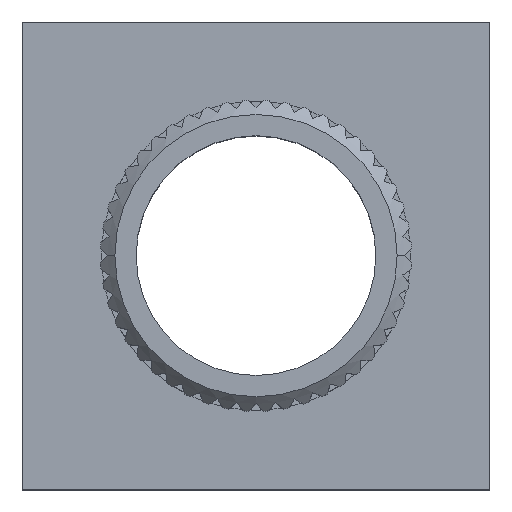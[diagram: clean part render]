
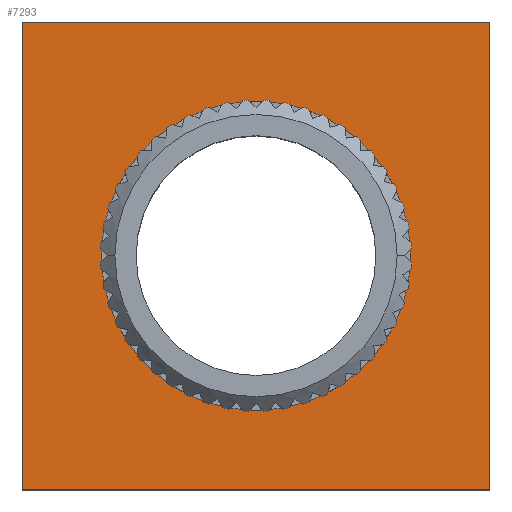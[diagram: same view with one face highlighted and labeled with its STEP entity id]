
A CAD part, top view. The second image highlights one B-rep face of the part: STEP entity #7293.
In plain terms, the highlighted planar face has unit normal (0, 0, 1).
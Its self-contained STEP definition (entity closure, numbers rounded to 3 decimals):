
#119 = EDGE_CURVE ( 'NONE', #627, #527, #1799, .T. ) ;
#152 = VECTOR ( 'NONE', #6372, 1000. ) ;
#320 = DIRECTION ( 'NONE',  ( -1., 0., 0. ) ) ;
#419 = CARTESIAN_POINT ( 'NONE',  ( -8., 8., 2. ) ) ;
#523 = VECTOR ( 'NONE', #6578, 1000. ) ;
#527 = VERTEX_POINT ( 'NONE', #4335 ) ;
#627 = VERTEX_POINT ( 'NONE', #419 ) ;
#727 = CARTESIAN_POINT ( 'NONE',  ( -8., -8., 2. ) ) ;
#965 = VECTOR ( 'NONE', #7344, 1000. ) ;
#1496 = EDGE_CURVE ( 'NONE', #5308, #7087, #4253, .T. ) ;
#1591 = VECTOR ( 'NONE', #320, 1000. ) ;
#1799 = LINE ( 'NONE', #3905, #523 ) ;
#1871 = CARTESIAN_POINT ( 'NONE',  ( 0., 0., 2. ) ) ;
#2054 = CARTESIAN_POINT ( 'NONE',  ( 8., 8., 2. ) ) ;
#2069 = CARTESIAN_POINT ( 'NONE',  ( -5.275, 0., 2. ) ) ;
#2313 = CARTESIAN_POINT ( 'NONE',  ( -8., 8., 2. ) ) ;
#2385 = ORIENTED_EDGE ( 'NONE', *, *, #6330, .T. ) ;
#2496 = DIRECTION ( 'NONE',  ( 0., 0., 1. ) ) ;
#2626 = CARTESIAN_POINT ( 'NONE',  ( 8., 8., 2. ) ) ;
#2952 = EDGE_LOOP ( 'NONE', ( #4117, #4494 ) ) ;
#3130 = CARTESIAN_POINT ( 'NONE',  ( 8., -8., 2. ) ) ;
#3181 = DIRECTION ( 'NONE',  ( 1., 0., 0. ) ) ;
#3441 = VERTEX_POINT ( 'NONE', #2054 ) ;
#3711 = CIRCLE ( 'NONE', #7590, 5.275 ) ;
#3905 = CARTESIAN_POINT ( 'NONE',  ( -8., 8., 2. ) ) ;
#4117 = ORIENTED_EDGE ( 'NONE', *, *, #8744, .F. ) ;
#4253 = CIRCLE ( 'NONE', #5779, 5.275 ) ;
#4335 = CARTESIAN_POINT ( 'NONE',  ( -8., -8., 2. ) ) ;
#4494 = ORIENTED_EDGE ( 'NONE', *, *, #1496, .F. ) ;
#4988 = EDGE_CURVE ( 'NONE', #527, #5860, #5783, .T. ) ;
#5301 = EDGE_LOOP ( 'NONE', ( #8458, #2385, #6669, #7209 ) ) ;
#5308 = VERTEX_POINT ( 'NONE', #6314 ) ;
#5453 = FACE_BOUND ( 'NONE', #2952, .T. ) ;
#5588 = LINE ( 'NONE', #2626, #965 ) ;
#5727 = DIRECTION ( 'NONE',  ( 1., 0., 0. ) ) ;
#5779 = AXIS2_PLACEMENT_3D ( 'NONE', #1871, #2496, #3181 ) ;
#5783 = LINE ( 'NONE', #727, #152 ) ;
#5860 = VERTEX_POINT ( 'NONE', #3130 ) ;
#6307 = FACE_OUTER_BOUND ( 'NONE', #5301, .T. ) ;
#6311 = CARTESIAN_POINT ( 'NONE',  ( 0., 0., 2. ) ) ;
#6314 = CARTESIAN_POINT ( 'NONE',  ( 5.275, 0., 2. ) ) ;
#6330 = EDGE_CURVE ( 'NONE', #3441, #627, #8540, .T. ) ;
#6372 = DIRECTION ( 'NONE',  ( 1., 0., 0. ) ) ;
#6578 = DIRECTION ( 'NONE',  ( 0., -1., 0. ) ) ;
#6669 = ORIENTED_EDGE ( 'NONE', *, *, #119, .T. ) ;
#6716 = DIRECTION ( 'NONE',  ( 0., 0., 1. ) ) ;
#7017 = DIRECTION ( 'NONE',  ( 0., 0., 1. ) ) ;
#7087 = VERTEX_POINT ( 'NONE', #2069 ) ;
#7209 = ORIENTED_EDGE ( 'NONE', *, *, #4988, .T. ) ;
#7293 = ADVANCED_FACE ( 'NONE', ( #6307, #5453 ), #7678, .T. ) ;
#7344 = DIRECTION ( 'NONE',  ( 0., 1., 0. ) ) ;
#7408 = DIRECTION ( 'NONE',  ( 1., 0., 0. ) ) ;
#7590 = AXIS2_PLACEMENT_3D ( 'NONE', #8034, #6716, #7408 ) ;
#7629 = EDGE_CURVE ( 'NONE', #5860, #3441, #5588, .T. ) ;
#7678 = PLANE ( 'NONE',  #8380 ) ;
#8034 = CARTESIAN_POINT ( 'NONE',  ( 0., 0., 2. ) ) ;
#8380 = AXIS2_PLACEMENT_3D ( 'NONE', #6311, #7017, #5727 ) ;
#8458 = ORIENTED_EDGE ( 'NONE', *, *, #7629, .T. ) ;
#8540 = LINE ( 'NONE', #2313, #1591 ) ;
#8744 = EDGE_CURVE ( 'NONE', #7087, #5308, #3711, .T. ) ;
